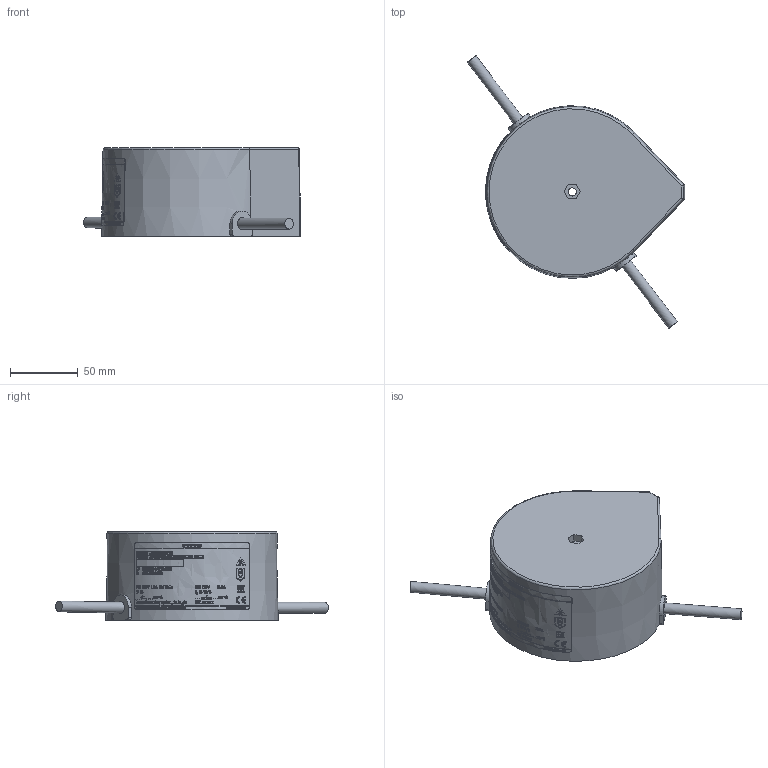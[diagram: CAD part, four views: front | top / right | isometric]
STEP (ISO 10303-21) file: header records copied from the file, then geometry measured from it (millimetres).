
FILE_DESCRIPTION(/* description */ (''),/* implementation_level */ '2;1');
FILE_NAME(/* name */ '6FB1112-0AT20-2TR0_3d.stp',/* time_stamp */ '2017-03-09T15:24:11+01:00',/* author */ ('Naepfel'),/* organization */ ('Siemens AG'),/* preprocessor_version */ 'ST-DEVELOPER v16',/* originating_system */ 'SIEMENS PLM Software NX 10.0',/* authorisation */ '');
FILE_SCHEMA (('AUTOMOTIVE_DESIGN { 1 0 10303 214 3 1 1 1 }'));
Products named in the file (3): A5E41165218A_001; A5E41165139A_001; A5E41281312A_001
Assembly tree (2 placements, depth 2):
  A5E41281312A_001
    A5E41165139A_001
    A5E41165218A_001
Bounding box: 160.22 x 201.05 x 65.33 mm (x, y, z)
Volume: 226467 mm3; surface area: 125927.1 mm2
Topology: 3 solids, 4 shells, 2716 faces, 7059 edges, 4705 vertices
Faces by surface type: plane 1583, extrusion 674, cone 374, cylinder 82, torus 3
Full cylindrical faces by diameter (mm): 6.1 x1, 8 x2, 9 x2, 10.1 x1, 14.947 x1
Entity records: 144045 total; most frequent: CARTESIAN_POINT 62390, ORIENTED_EDGE 14088, DIRECTION 11270, EDGE_CURVE 7044, VERTEX_POINT 4702, AXIS2_PLACEMENT_3D 4075, B_SPLINE_CURVE_WITH_KNOTS 3243, VECTOR 3120
